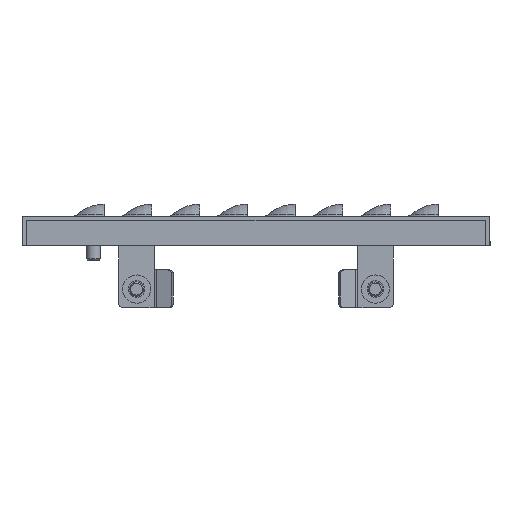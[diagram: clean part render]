
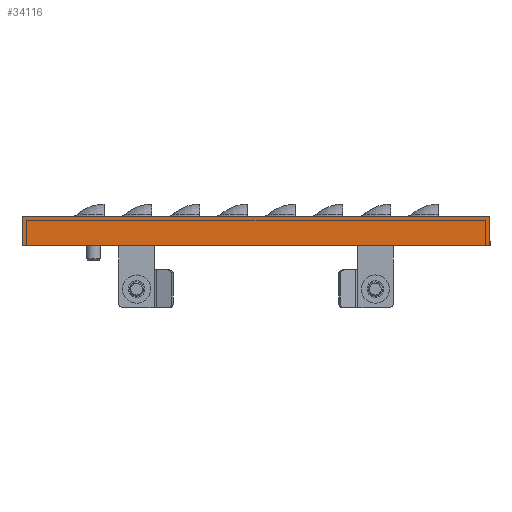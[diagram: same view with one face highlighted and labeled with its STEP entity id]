
A CAD part, left-side view. The second image highlights one B-rep face of the part: STEP entity #34116.
In plain terms, the highlighted planar face has unit normal (-1, 0, 0).
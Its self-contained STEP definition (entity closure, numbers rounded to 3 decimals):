
#321 = FACE_OUTER_BOUND ( 'NONE', #21612, .T. ) ;
#1204 = CARTESIAN_POINT ( 'NONE',  ( -595., -196., 0. ) ) ;
#2273 = EDGE_CURVE ( 'NONE', #19081, #28421, #36323, .T. ) ;
#2417 = DIRECTION ( 'NONE',  ( 0., 0., -1. ) ) ;
#2829 = CARTESIAN_POINT ( 'NONE',  ( -595., 0., 2.928 ) ) ;
#2954 = CARTESIAN_POINT ( 'NONE',  ( -595., -98., -12.5 ) ) ;
#5387 = ORIENTED_EDGE ( 'NONE', *, *, #2273, .T. ) ;
#6082 = ORIENTED_EDGE ( 'NONE', *, *, #16643, .F. ) ;
#6442 = VECTOR ( 'NONE', #22228, 1000. ) ;
#7223 = EDGE_CURVE ( 'NONE', #40647, #19081, #19480, .T. ) ;
#7989 = CARTESIAN_POINT ( 'NONE',  ( -595., 0., 0. ) ) ;
#14390 = VECTOR ( 'NONE', #26834, 1000. ) ;
#14561 = ORIENTED_EDGE ( 'NONE', *, *, #18723, .T. ) ;
#16294 = VECTOR ( 'NONE', #2417, 1000. ) ;
#16415 = AXIS2_PLACEMENT_3D ( 'NONE', #33671, #29939, #40683 ) ;
#16643 = EDGE_CURVE ( 'NONE', #29201, #28421, #21558, .T. ) ;
#18125 = CARTESIAN_POINT ( 'NONE',  ( -595., 0., -12.5 ) ) ;
#18723 = EDGE_CURVE ( 'NONE', #29201, #40647, #35548, .T. ) ;
#19081 = VERTEX_POINT ( 'NONE', #18125 ) ;
#19480 = LINE ( 'NONE', #2829, #16294 ) ;
#21558 = LINE ( 'NONE', #38293, #6442 ) ;
#21612 = EDGE_LOOP ( 'NONE', ( #14561, #42665, #5387, #6082 ) ) ;
#22228 = DIRECTION ( 'NONE',  ( 0., 0., -1. ) ) ;
#24737 = VECTOR ( 'NONE', #41471, 1000. ) ;
#26834 = DIRECTION ( 'NONE',  ( 0., -1., 0. ) ) ;
#27271 = PLANE ( 'NONE',  #16415 ) ;
#28421 = VERTEX_POINT ( 'NONE', #41456 ) ;
#29201 = VERTEX_POINT ( 'NONE', #1204 ) ;
#29939 = DIRECTION ( 'NONE',  ( 1., 0., 0. ) ) ;
#33671 = CARTESIAN_POINT ( 'NONE',  ( -595., -98., -2. ) ) ;
#34116 = ADVANCED_FACE ( 'NONE', ( #321 ), #27271, .F. ) ;
#35548 = LINE ( 'NONE', #38840, #24737 ) ;
#36323 = LINE ( 'NONE', #2954, #14390 ) ;
#38293 = CARTESIAN_POINT ( 'NONE',  ( -595., -196., 2.928 ) ) ;
#38840 = CARTESIAN_POINT ( 'NONE',  ( -595., -98., 0. ) ) ;
#40647 = VERTEX_POINT ( 'NONE', #7989 ) ;
#40683 = DIRECTION ( 'NONE',  ( 0., 0., 1. ) ) ;
#41456 = CARTESIAN_POINT ( 'NONE',  ( -595., -196., -12.5 ) ) ;
#41471 = DIRECTION ( 'NONE',  ( 0., 1., 0. ) ) ;
#42665 = ORIENTED_EDGE ( 'NONE', *, *, #7223, .T. ) ;
